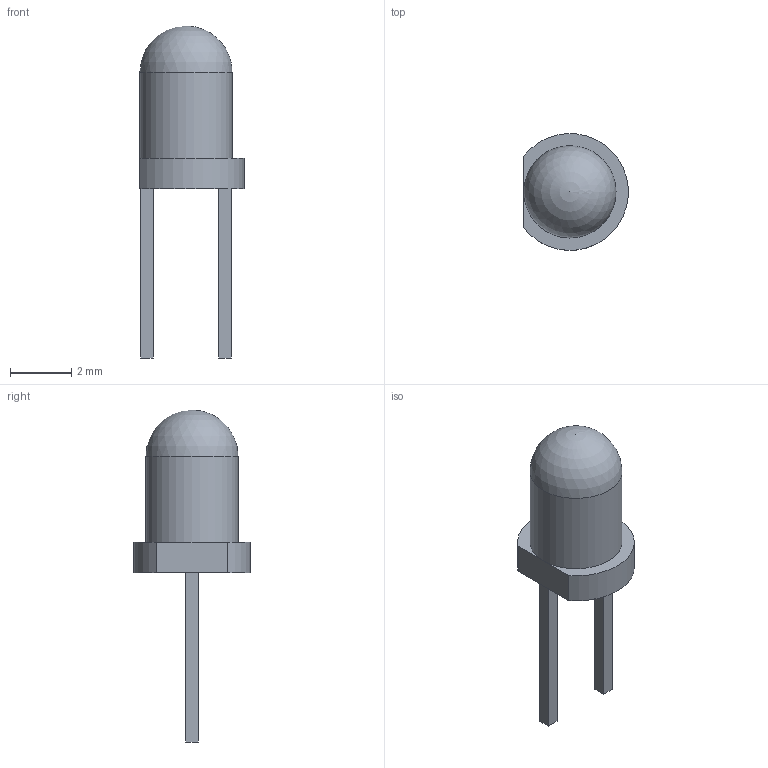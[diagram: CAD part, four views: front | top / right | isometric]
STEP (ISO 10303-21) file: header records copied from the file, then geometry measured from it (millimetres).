
FILE_DESCRIPTION(('FreeCAD Model'),'2;1');
FILE_NAME('LED_D3.0mm.step' ,'2017-11-25T21:37:58',('kicad StepUp'),('ksu MCAD'), 'Open CASCADE STEP processor 6.8','FreeCAD','Unknown');
FILE_SCHEMA(('AUTOMOTIVE_DESIGN_CC2 { 1 2 10303 214 -1 1 5 4 }'));
Length unit declared in the file: millimetre
Products named in the file (1): LED_D3.0mm
Bounding box: 3.39 x 3.79 x 10.8 mm (x, y, z)
Volume: 39.3 mm3; surface area: 84.2 mm2
Topology: 1 solids, 1 shells, 16 faces, 39 edges, 25 vertices
Faces by surface type: plane 13, cylinder 2, sphere 1
Full cylindrical faces by diameter (mm): 3 x1
Entity records: 345 total; most frequent: ORIENTED_EDGE 48, CARTESIAN_POINT 47, EDGE_CURVE 36, LINE 29, VERTEX_POINT 24, AXIS2_PLACEMENT_3D 21, FACE_BOUND 19, EDGE_LOOP 19
